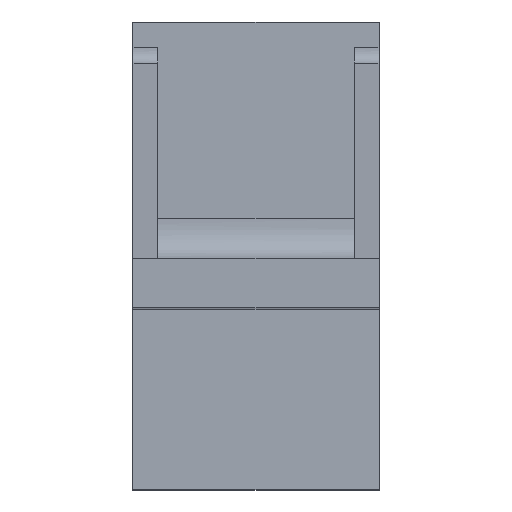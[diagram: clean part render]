
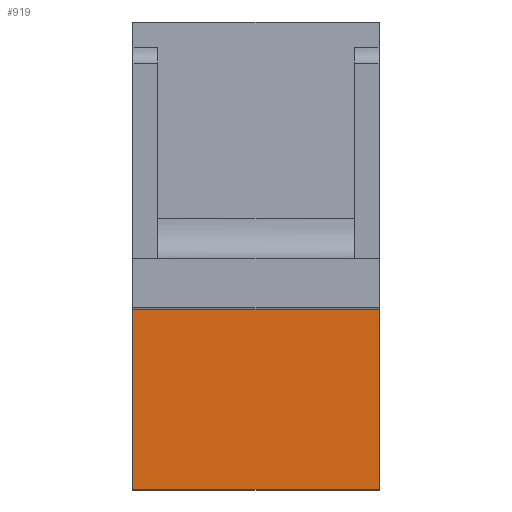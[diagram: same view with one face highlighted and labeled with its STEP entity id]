
A CAD part, top view. The second image highlights one B-rep face of the part: STEP entity #919.
In plain terms, the highlighted planar face has unit normal (0, 0, 1).
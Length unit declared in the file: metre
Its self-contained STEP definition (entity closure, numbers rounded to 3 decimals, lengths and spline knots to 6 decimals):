
#93=LINE('',#1417,#143);
#98=LINE('',#1442,#148);
#103=LINE('',#1462,#153);
#106=LINE('',#1503,#156);
#143=VECTOR('',#1127,1.);
#148=VECTOR('',#1148,1.);
#153=VECTOR('',#1161,1.);
#156=VECTOR('',#1168,1.);
#249=ORIENTED_EDGE('',*,*,#476,.T.);
#250=ORIENTED_EDGE('',*,*,#455,.T.);
#251=ORIENTED_EDGE('',*,*,#483,.F.);
#252=ORIENTED_EDGE('',*,*,#467,.F.);
#455=EDGE_CURVE('',#576,#577,#93,.T.);
#467=EDGE_CURVE('',#587,#588,#98,.T.);
#476=EDGE_CURVE('',#587,#576,#103,.T.);
#483=EDGE_CURVE('',#588,#577,#106,.T.);
#576=VERTEX_POINT('',#1418);
#577=VERTEX_POINT('',#1419);
#587=VERTEX_POINT('',#1441);
#588=VERTEX_POINT('',#1443);
#700=EDGE_LOOP('',(#249,#250,#251,#252));
#806=FACE_BOUND('',#700,.T.);
#891=PLANE('',#1009);
#919=ADVANCED_FACE('',(#806),#891,.F.);
#1009=AXIS2_PLACEMENT_3D('',#1502,#1166,#1167);
#1127=DIRECTION('',(-1.,0.,0.));
#1148=DIRECTION('',(-1.,0.,0.));
#1161=DIRECTION('',(0.,1.,0.));
#1166=DIRECTION('',(0.,0.,-1.));
#1167=DIRECTION('',(-1.,0.,0.));
#1168=DIRECTION('',(0.,1.,0.));
#1417=CARTESIAN_POINT('',(0.,-0.035,0.018375));
#1418=CARTESIAN_POINT('',(0.015,-0.035,0.018375));
#1419=CARTESIAN_POINT('',(-0.015,-0.035,0.018375));
#1441=CARTESIAN_POINT('',(0.015,-0.057,0.018375));
#1442=CARTESIAN_POINT('',(0.,-0.057,0.018375));
#1443=CARTESIAN_POINT('',(-0.015,-0.057,0.018375));
#1462=CARTESIAN_POINT('',(0.015,-0.057,0.018375));
#1502=CARTESIAN_POINT('',(0.,-0.057,0.018375));
#1503=CARTESIAN_POINT('',(-0.015,-0.057,0.018375));
